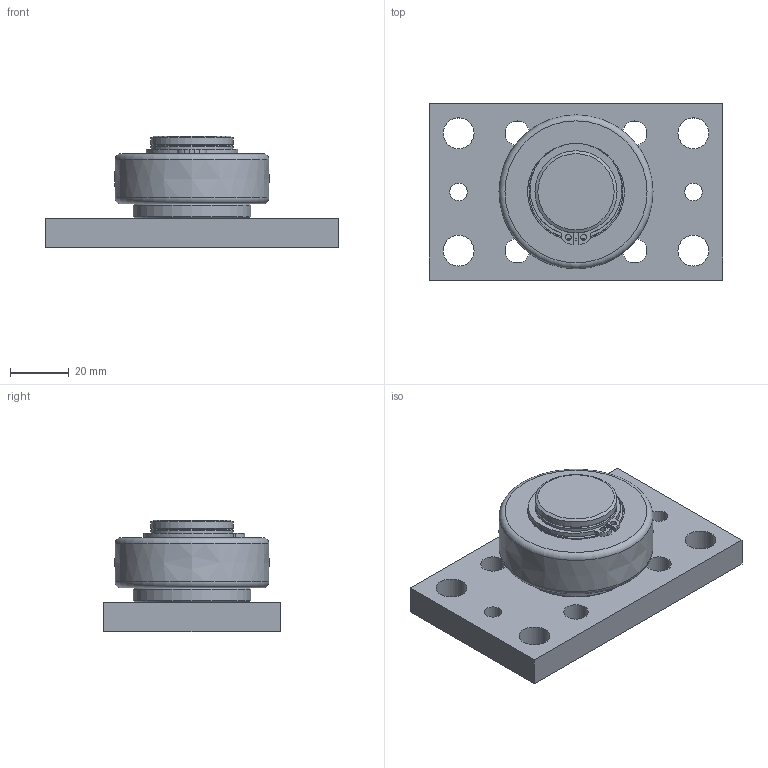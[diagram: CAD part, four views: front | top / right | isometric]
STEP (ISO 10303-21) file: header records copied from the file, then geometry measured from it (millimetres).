
FILE_DESCRIPTION(/* description */ ('Tigerrolle mit BR1100'),/* implementation_level */ '2;1');
FILE_NAME(/* name */ 'ALFATEC_TR050-0360BR1100.stp',/* time_stamp */ '2022-03-17T07:54:32+01:00',/* author */ ('kstaebler'),/* organization */ ('Alfatec GmbH'),/* preprocessor_version */ 'ST-DEVELOPER v18.1',/* originating_system */ 'Autodesk Inventor 2020',/* authorisation */ '');
FILE_SCHEMA (('CONFIG_CONTROL_DESIGN'));
Length unit declared in the file: millimetre
Products named in the file (1): TR 050.0360 BR1100
Bounding box: 100 x 60 x 38 mm (x, y, z)
Volume: 87003.8 mm3; surface area: 29960.2 mm2
Topology: 1 solids, 1 shells, 78 faces, 216 edges, 147 vertices
Faces by surface type: plane 39, cylinder 29, cone 6, torus 3, bspline 1
Full cylindrical faces by diameter (mm): 2 x2, 6 x2, 8.376 x4, 10.5 x4, 26.6 x1, 28 x3, 30 x1, 32 x1, 33 x1, 36 x1, 38 x2, 40 x1, 41 x1, 46 x2
Entity records: 2833 total; most frequent: DIRECTION 518, CARTESIAN_POINT 468, ORIENTED_EDGE 432, AXIS2_PLACEMENT_3D 224, EDGE_CURVE 216, VERTEX_POINT 147, CIRCLE 146, EDGE_LOOP 114
